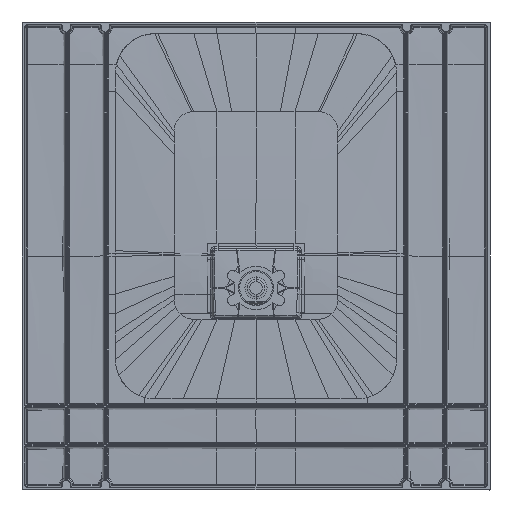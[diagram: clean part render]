
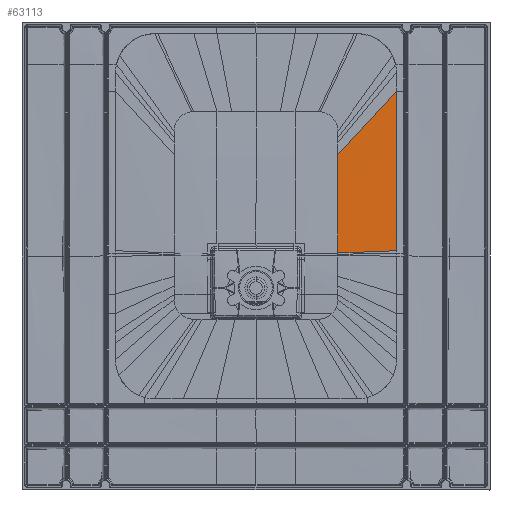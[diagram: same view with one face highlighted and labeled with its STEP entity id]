
A CAD part, front view. The second image highlights one B-rep face of the part: STEP entity #63113.
In plain terms, the highlighted free-form (B-spline) face has degree [3, 3] with [6, 4] control points.
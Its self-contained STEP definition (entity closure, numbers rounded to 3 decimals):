
#16848=CARTESIAN_POINT('',(360.,-20.233,
510.368));
#16849=CARTESIAN_POINT('',(360.,-20.407,
464.053));
#16850=CARTESIAN_POINT('',(360.,-20.698,
371.988));
#16851=CARTESIAN_POINT('',(360.,-20.964,
236.414));
#16852=CARTESIAN_POINT('',(360.,-21.031,
146.064));
#16853=CARTESIAN_POINT('',(360.,-21.036,
101.034));
#17805=DIRECTION('',(0.676,0.012,0.737));
#17806=VECTOR('',#17805,222.053);
#17807=CARTESIAN_POINT('',(210.,-22.849,
346.66));
#17808=LINE('',#17807,#17806);
#17809=DIRECTION('',(-0.999,-0.032,-0.039));
#17810=VECTOR('',#17809,150.194);
#17811=CARTESIAN_POINT('',(360.,-21.036,
101.034));
#17812=LINE('',#17811,#17810);
#18360=CARTESIAN_POINT('',(209.999,-25.86,
95.149));
#18361=CARTESIAN_POINT('',(209.996,-25.738,
123.063));
#18362=CARTESIAN_POINT('',(209.992,-25.351,
178.914));
#18363=CARTESIAN_POINT('',(209.998,-24.348,
262.749));
#18364=CARTESIAN_POINT('',(209.999,-23.396,
318.683));
#18365=CARTESIAN_POINT('',(210.,-22.849,
346.66));
#23830=CARTESIAN_POINT('',(360.,-20.233,
510.368));
#23831=VERTEX_POINT('',#23830);
#23837=CARTESIAN_POINT('',(360.,-21.036,
101.034));
#23838=VERTEX_POINT('',#23837);
#23909=CARTESIAN_POINT('',(210.,-22.849,
346.66));
#23910=VERTEX_POINT('',#23909);
#23911=CARTESIAN_POINT('',(209.999,-25.86,
95.149));
#23912=VERTEX_POINT('',#23911);
#63080=CARTESIAN_POINT('',(363.,-20.15,
521.892));
#63081=CARTESIAN_POINT('',(311.,-21.034,
464.045));
#63082=CARTESIAN_POINT('',(259.,-21.917,
406.199));
#63083=CARTESIAN_POINT('',(207.,-22.801,
348.352));
#63084=CARTESIAN_POINT('',(363.,-20.16,
519.142));
#63085=CARTESIAN_POINT('',(311.,-21.052,
461.66));
#63086=CARTESIAN_POINT('',(259.,-21.943,
404.178));
#63087=CARTESIAN_POINT('',(207.,-22.835,
346.696));
#63088=CARTESIAN_POINT('',(363.,-20.669,
378.896));
#63089=CARTESIAN_POINT('',(310.998,-21.959,
340.019));
#63090=CARTESIAN_POINT('',(258.996,-23.25,
301.143));
#63091=CARTESIAN_POINT('',(206.993,-24.54,
262.266));
#63092=CARTESIAN_POINT('',(363.,-20.933,
235.899));
#63093=CARTESIAN_POINT('',(310.998,-22.488,
215.988));
#63094=CARTESIAN_POINT('',(258.995,-24.044,
196.077));
#63095=CARTESIAN_POINT('',(206.993,-25.599,
176.166));
#63096=CARTESIAN_POINT('',(363.,-20.94,
95.652));
#63097=CARTESIAN_POINT('',(311.,-22.617,
94.341));
#63098=CARTESIAN_POINT('',(259.,-24.295,
93.03));
#63099=CARTESIAN_POINT('',(206.999,-25.972,
91.719));
#63100=CARTESIAN_POINT('',(363.,-20.94,
92.902));
#63101=CARTESIAN_POINT('',(311.,-22.62,
91.956));
#63102=CARTESIAN_POINT('',(259.,-24.299,
91.01));
#63103=CARTESIAN_POINT('',(206.999,-25.979,
90.063));
#63104=B_SPLINE_SURFACE_WITH_KNOTS('',3,3,((#63080,#63081,#63082,#63083),
(#63084,#63085,#63086,#63087),(#63088,#63089,#63090,#63091),(#63092,#63093,
#63094,#63095),(#63096,#63097,#63098,#63099),(#63100,#63101,#63102,#63103)),
.UNSPECIFIED.,.F.,.F.,.F.,(4,1,1,4),(4,4),(-0.02,0.,1.,1.02),(
0.,1.),.UNSPECIFIED.);
#63105=ORIENTED_EDGE('',*,*,#63073,.T.);
#63106=ORIENTED_EDGE('',*,*,#61157,.T.);
#63108=ORIENTED_EDGE('',*,*,#63107,.T.);
#63110=ORIENTED_EDGE('',*,*,#63109,.T.);
#63111=EDGE_LOOP('',(#63105,#63106,#63108,#63110));
#63112=FACE_OUTER_BOUND('',#63111,.F.);
#63113=ADVANCED_FACE('',(#63112),#63104,.F.);
#16854=B_SPLINE_CURVE_WITH_KNOTS('',3,(#16848,#16849,#16850,#16851,#16852,
#16853),.UNSPECIFIED.,.F.,.F.,(4,1,1,4),(0.,0.333,
0.667,1.),.UNSPECIFIED.);
#18366=B_SPLINE_CURVE_WITH_KNOTS('',3,(#18360,#18361,#18362,#18363,#18364,
#18365),.UNSPECIFIED.,.F.,.F.,(4,1,1,4),(0.,0.333,
0.667,1.),.UNSPECIFIED.);
#61157=EDGE_CURVE('',#23831,#23838,#16854,.T.);
#63073=EDGE_CURVE('',#23910,#23831,#17808,.T.);
#63107=EDGE_CURVE('',#23838,#23912,#17812,.T.);
#63109=EDGE_CURVE('',#23912,#23910,#18366,.T.);
